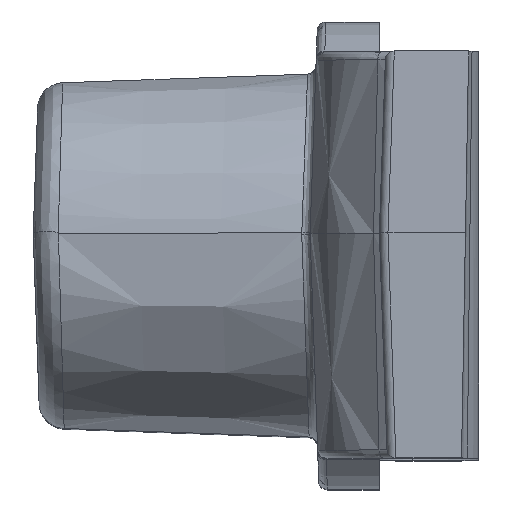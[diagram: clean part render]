
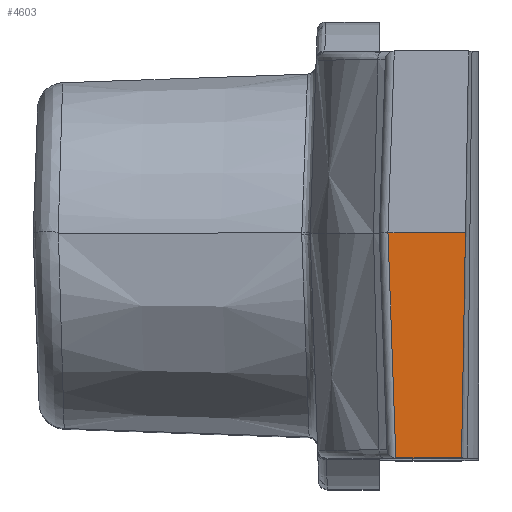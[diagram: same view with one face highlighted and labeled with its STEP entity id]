
A CAD part, top view. The second image highlights one B-rep face of the part: STEP entity #4603.
In plain terms, the highlighted planar face has unit normal (0, -0.018, 1).
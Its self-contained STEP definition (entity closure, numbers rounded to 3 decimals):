
#125 = LINE ( 'NONE', #4145, #6327 ) ;
#144 = ORIENTED_EDGE ( 'NONE', *, *, #3321, .T. ) ;
#345 = LINE ( 'NONE', #4549, #5437 ) ;
#499 = VECTOR ( 'NONE', #3134, 1000. ) ;
#565 = VERTEX_POINT ( 'NONE', #1648 ) ;
#859 = CARTESIAN_POINT ( 'NONE',  ( -28.705, -2.01, 20.157 ) ) ;
#928 = LINE ( 'NONE', #859, #4916 ) ;
#945 = AXIS2_PLACEMENT_3D ( 'NONE', #6190, #6228, #3128 ) ;
#1270 = EDGE_CURVE ( 'NONE', #565, #2514, #345, .T. ) ;
#1598 = VERTEX_POINT ( 'NONE', #4992 ) ;
#1648 = CARTESIAN_POINT ( 'NONE',  ( -29.509, -4.6, 20.112 ) ) ;
#1761 = EDGE_LOOP ( 'NONE', ( #6652, #6220, #3643, #144 ) ) ;
#2083 = PLANE ( 'NONE',  #945 ) ;
#2514 = VERTEX_POINT ( 'NONE', #6554 ) ;
#3088 = FACE_OUTER_BOUND ( 'NONE', #1761, .T. ) ;
#3128 = DIRECTION ( 'NONE',  ( 0., -1., -0.017 ) ) ;
#3134 = DIRECTION ( 'NONE',  ( -1., 0., 0. ) ) ;
#3321 = EDGE_CURVE ( 'NONE', #2514, #1598, #928, .T. ) ;
#3425 = DIRECTION ( 'NONE',  ( 0.017, 1., 0.017 ) ) ;
#3643 = ORIENTED_EDGE ( 'NONE', *, *, #1270, .T. ) ;
#3677 = CARTESIAN_POINT ( 'NONE',  ( -29.1, -2., 20.158 ) ) ;
#4114 = VERTEX_POINT ( 'NONE', #6166 ) ;
#4145 = CARTESIAN_POINT ( 'NONE',  ( -29.599, -2.021, 20.157 ) ) ;
#4236 = EDGE_CURVE ( 'NONE', #4114, #565, #125, .T. ) ;
#4271 = EDGE_CURVE ( 'NONE', #1598, #4114, #6236, .T. ) ;
#4549 = CARTESIAN_POINT ( 'NONE',  ( -29.1, -4.6, 20.112 ) ) ;
#4603 = ADVANCED_FACE ( 'NONE', ( #3088 ), #2083, .T. ) ;
#4916 = VECTOR ( 'NONE', #3425, 1000. ) ;
#4992 = CARTESIAN_POINT ( 'NONE',  ( -28.705, -2., 20.158 ) ) ;
#5437 = VECTOR ( 'NONE', #6564, 1000. ) ;
#6166 = CARTESIAN_POINT ( 'NONE',  ( -29.6, -2., 20.158 ) ) ;
#6190 = CARTESIAN_POINT ( 'NONE',  ( -29.1, -2.003, 20.158 ) ) ;
#6220 = ORIENTED_EDGE ( 'NONE', *, *, #4236, .T. ) ;
#6228 = DIRECTION ( 'NONE',  ( 0., -0.017, 1. ) ) ;
#6236 = LINE ( 'NONE', #3677, #499 ) ;
#6307 = DIRECTION ( 'NONE',  ( 0.035, -0.999, -0.017 ) ) ;
#6327 = VECTOR ( 'NONE', #6307, 1000. ) ;
#6554 = CARTESIAN_POINT ( 'NONE',  ( -28.75, -4.6, 20.112 ) ) ;
#6564 = DIRECTION ( 'NONE',  ( 1., 0., 0. ) ) ;
#6652 = ORIENTED_EDGE ( 'NONE', *, *, #4271, .T. ) ;
